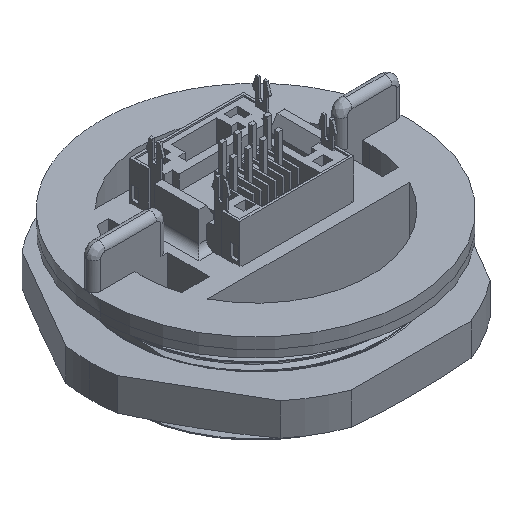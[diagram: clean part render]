
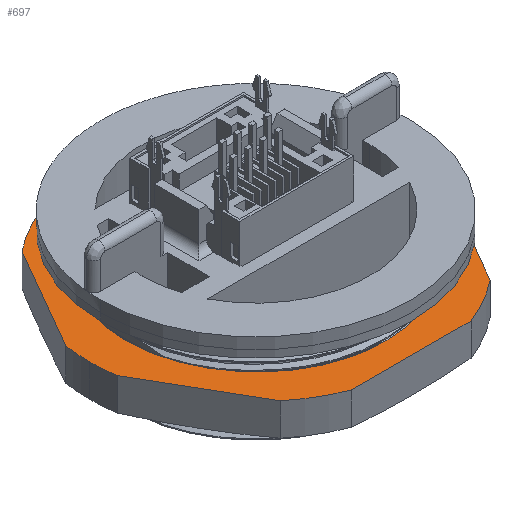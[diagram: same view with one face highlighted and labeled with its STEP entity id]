
A CAD part, isometric view. The second image highlights one B-rep face of the part: STEP entity #697.
In plain terms, the highlighted planar face has unit normal (0, 0, 1).
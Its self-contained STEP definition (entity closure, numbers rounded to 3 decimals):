
#697=ADVANCED_FACE('',(#1992,#1993),#1994,.F.);
#1992=FACE_OUTER_BOUND('',#7618,.T.);
#1993=FACE_BOUND('',#7619,.T.);
#1994=PLANE('',#7620);
#7618=EDGE_LOOP('',(#13559,#13560,#13561,#13562,#13563,#13564,#13565,#13566,#13567,#13568,#13569,#13570,#13571,#13572));
#7619=EDGE_LOOP('',(#13573,#13574,#13575));
#7620=AXIS2_PLACEMENT_3D('',#13576,#13577,#13578);
#13559=ORIENTED_EDGE('',*,*,#15514,.F.);
#13560=ORIENTED_EDGE('',*,*,#15515,.T.);
#13561=ORIENTED_EDGE('',*,*,#15516,.F.);
#13562=ORIENTED_EDGE('',*,*,#15517,.T.);
#13563=ORIENTED_EDGE('',*,*,#15518,.F.);
#13564=ORIENTED_EDGE('',*,*,#15519,.T.);
#13565=ORIENTED_EDGE('',*,*,#15509,.T.);
#13566=ORIENTED_EDGE('',*,*,#15520,.F.);
#13567=ORIENTED_EDGE('',*,*,#15521,.T.);
#13568=ORIENTED_EDGE('',*,*,#15522,.F.);
#13569=ORIENTED_EDGE('',*,*,#15523,.T.);
#13570=ORIENTED_EDGE('',*,*,#15524,.F.);
#13571=ORIENTED_EDGE('',*,*,#15511,.T.);
#13572=ORIENTED_EDGE('',*,*,#15525,.T.);
#13573=ORIENTED_EDGE('',*,*,#15504,.T.);
#13574=ORIENTED_EDGE('',*,*,#15526,.T.);
#13575=ORIENTED_EDGE('',*,*,#15527,.T.);
#13576=CARTESIAN_POINT('',(0.0,0.0,-5.0));
#13577=DIRECTION('',(0.0,0.0,-1.0));
#13578=DIRECTION('',(1.0,0.0,0.0));
#15504=EDGE_CURVE('',#18356,#18353,#18357,.T.);
#15509=EDGE_CURVE('',#18360,#18364,#18366,.T.);
#15511=EDGE_CURVE('',#18370,#18367,#18371,.T.);
#15514=EDGE_CURVE('',#18375,#18376,#18377,.T.);
#15515=EDGE_CURVE('',#18375,#18378,#18379,.T.);
#15516=EDGE_CURVE('',#18380,#18378,#18381,.T.);
#15517=EDGE_CURVE('',#18380,#18382,#18383,.T.);
#15518=EDGE_CURVE('',#18384,#18382,#18385,.T.);
#15519=EDGE_CURVE('',#18384,#18360,#18386,.T.);
#15520=EDGE_CURVE('',#18387,#18364,#18388,.T.);
#15521=EDGE_CURVE('',#18387,#18389,#18390,.T.);
#15522=EDGE_CURVE('',#18391,#18389,#18392,.T.);
#15523=EDGE_CURVE('',#18391,#18393,#18394,.T.);
#15524=EDGE_CURVE('',#18370,#18393,#18395,.T.);
#15525=EDGE_CURVE('',#18367,#18376,#18396,.T.);
#15526=EDGE_CURVE('',#18353,#18397,#18398,.T.);
#15527=EDGE_CURVE('',#18397,#18356,#18399,.T.);
#18353=VERTEX_POINT('',#25850);
#18356=VERTEX_POINT('',#25854);
#18357=CIRCLE('',#25855,17.575);
#18360=VERTEX_POINT('',#25892);
#18364=VERTEX_POINT('',#25897);
#18366=CIRCLE('',#25900,22.5);
#18367=VERTEX_POINT('',#25901);
#18370=VERTEX_POINT('',#25905);
#18371=CIRCLE('',#25906,22.5);
#18375=VERTEX_POINT('',#25911);
#18376=VERTEX_POINT('',#25912);
#18377=LINE('',#25913,#25914);
#18378=VERTEX_POINT('',#25915);
#18379=CIRCLE('',#25916,22.5);
#18380=VERTEX_POINT('',#25917);
#18381=LINE('',#25918,#25919);
#18382=VERTEX_POINT('',#25920);
#18383=CIRCLE('',#25921,22.5);
#18384=VERTEX_POINT('',#25922);
#18385=LINE('',#25923,#25924);
#18386=CIRCLE('',#25925,22.5);
#18387=VERTEX_POINT('',#25926);
#18388=LINE('',#25927,#25928);
#18389=VERTEX_POINT('',#25929);
#18390=CIRCLE('',#25930,22.5);
#18391=VERTEX_POINT('',#25931);
#18392=LINE('',#25932,#25933);
#18393=VERTEX_POINT('',#25934);
#18394=CIRCLE('',#25935,22.5);
#18395=LINE('',#25936,#25937);
#18396=CIRCLE('',#25938,22.5);
#18397=VERTEX_POINT('',#25939);
#18398=CIRCLE('',#25940,17.575);
#18399=CIRCLE('',#25941,17.575);
#25850=CARTESIAN_POINT('',(-17.575,0.,-5.0));
#25854=CARTESIAN_POINT('',(0.0,-17.575,-5.0));
#25855=AXIS2_PLACEMENT_3D('',#28616,#28617,#28618);
#25892=CARTESIAN_POINT('',(22.5,0.,-5.0));
#25897=CARTESIAN_POINT('',(22.225,3.504,-5.0));
#25900=AXIS2_PLACEMENT_3D('',#28624,#28625,#28626);
#25901=CARTESIAN_POINT('',(-22.5,0.,-5.0));
#25905=CARTESIAN_POINT('',(-22.225,3.504,-5.0));
#25906=AXIS2_PLACEMENT_3D('',#28628,#28629,#28630);
#25911=CARTESIAN_POINT('',(-14.148,-17.496,-5.0));
#25912=CARTESIAN_POINT('',(-22.225,-3.504,-5.0));
#25913=CARTESIAN_POINT('',(-14.148,-17.496,-5.0));
#25914=VECTOR('',#28635,16.155);
#25915=CARTESIAN_POINT('',(-8.078,-21.0,-5.0));
#25916=AXIS2_PLACEMENT_3D('',#28636,#28637,#28638);
#25917=CARTESIAN_POINT('',(8.078,-21.0,-5.0));
#25918=CARTESIAN_POINT('',(8.078,-21.0,-5.0));
#25919=VECTOR('',#28639,16.155);
#25920=CARTESIAN_POINT('',(14.148,-17.496,-5.0));
#25921=AXIS2_PLACEMENT_3D('',#28640,#28641,#28642);
#25922=CARTESIAN_POINT('',(22.225,-3.504,-5.0));
#25923=CARTESIAN_POINT('',(22.225,-3.504,-5.0));
#25924=VECTOR('',#28643,16.155);
#25925=AXIS2_PLACEMENT_3D('',#28644,#28645,#28646);
#25926=CARTESIAN_POINT('',(14.148,17.496,-5.0));
#25927=CARTESIAN_POINT('',(14.148,17.496,-5.0));
#25928=VECTOR('',#28647,16.155);
#25929=CARTESIAN_POINT('',(8.078,21.0,-5.0));
#25930=AXIS2_PLACEMENT_3D('',#28648,#28649,#28650);
#25931=CARTESIAN_POINT('',(-8.078,21.0,-5.0));
#25932=CARTESIAN_POINT('',(-8.078,21.0,-5.0));
#25933=VECTOR('',#28651,16.155);
#25934=CARTESIAN_POINT('',(-14.148,17.496,-5.0));
#25935=AXIS2_PLACEMENT_3D('',#28652,#28653,#28654);
#25936=CARTESIAN_POINT('',(-22.225,3.504,-5.0));
#25937=VECTOR('',#28655,16.155);
#25938=AXIS2_PLACEMENT_3D('',#28656,#28657,#28658);
#25939=CARTESIAN_POINT('',(17.575,0.0,-5.0));
#25940=AXIS2_PLACEMENT_3D('',#28659,#28660,#28661);
#25941=AXIS2_PLACEMENT_3D('',#28662,#28663,#28664);
#28616=CARTESIAN_POINT('',(0.0,0.0,-5.0));
#28617=DIRECTION('',(0.0,0.0,-1.0));
#28618=DIRECTION('',(0.0,-1.0,0.0));
#28624=CARTESIAN_POINT('',(0.0,0.0,-5.0));
#28625=DIRECTION('',(0.0,0.0,1.0));
#28626=DIRECTION('',(0.988,-0.156,0.0));
#28628=CARTESIAN_POINT('',(0.0,0.0,-5.0));
#28629=DIRECTION('',(0.0,0.0,1.0));
#28630=DIRECTION('',(-0.988,0.156,0.0));
#28635=DIRECTION('',(-0.5,0.866,0.0));
#28636=CARTESIAN_POINT('',(0.0,0.0,-5.0));
#28637=DIRECTION('',(0.0,0.0,1.0));
#28638=DIRECTION('',(-0.629,-0.778,0.0));
#28639=DIRECTION('',(-1.0,0.0,0.0));
#28640=CARTESIAN_POINT('',(0.0,0.0,-5.0));
#28641=DIRECTION('',(0.0,0.0,1.0));
#28642=DIRECTION('',(0.359,-0.933,0.0));
#28643=DIRECTION('',(-0.5,-0.866,-0.0));
#28644=CARTESIAN_POINT('',(0.0,0.0,-5.0));
#28645=DIRECTION('',(0.0,0.0,1.0));
#28646=DIRECTION('',(0.988,-0.156,0.0));
#28647=DIRECTION('',(0.5,-0.866,0.0));
#28648=CARTESIAN_POINT('',(0.0,0.0,-5.0));
#28649=DIRECTION('',(0.0,-0.0,1.0));
#28650=DIRECTION('',(0.629,0.778,0.0));
#28651=DIRECTION('',(1.0,0.0,0.0));
#28652=CARTESIAN_POINT('',(0.0,0.0,-5.0));
#28653=DIRECTION('',(0.0,0.0,1.0));
#28654=DIRECTION('',(-0.359,0.933,0.0));
#28655=DIRECTION('',(0.5,0.866,0.0));
#28656=CARTESIAN_POINT('',(0.0,0.0,-5.0));
#28657=DIRECTION('',(0.0,0.0,1.0));
#28658=DIRECTION('',(-0.988,0.156,0.0));
#28659=CARTESIAN_POINT('',(0.0,0.0,-5.0));
#28660=DIRECTION('',(0.0,0.0,-1.0));
#28661=DIRECTION('',(0.0,-1.0,0.0));
#28662=CARTESIAN_POINT('',(0.0,0.0,-5.0));
#28663=DIRECTION('',(0.0,0.0,-1.0));
#28664=DIRECTION('',(1.0,0.0,0.0));
